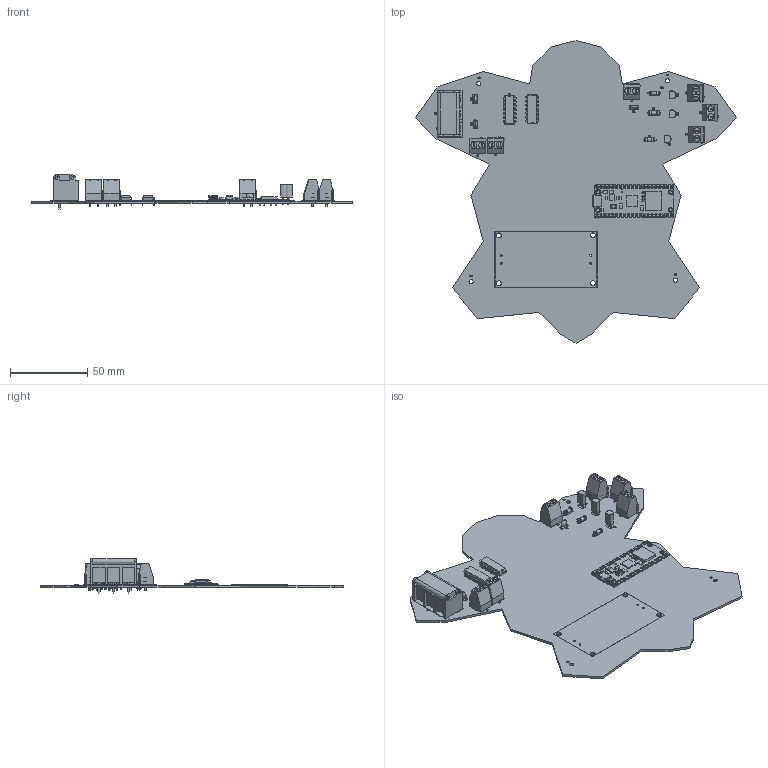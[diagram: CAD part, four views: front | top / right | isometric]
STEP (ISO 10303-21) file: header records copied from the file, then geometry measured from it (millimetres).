
FILE_DESCRIPTION(('KiCad electronic assembly'),'2;1');
FILE_NAME('galwo.step','2026-01-18T10:31:23',('Pcbnew'),('Kicad'), 'Open CASCADE STEP processor 7.9','KiCad to STEP converter','Unknown' );
FILE_SCHEMA(('AUTOMOTIVE_DESIGN { 1 0 10303 214 1 1 1 1 }'));
Length unit declared in the file: millimetre
Products named in the file (11): galwo 1; R_Axial_DIN0207_L6.3mm_D2.5mm_P7.62mm_Horizontal; TerminalBlock_Ningbo-Kagnex_HB9500M_1x03_P9.5mm; RaspberryPi_Pico_W; RaspberryPi_Pico_W_Module_KiCad; DIP-14_W7.62mm; TerminalBlock_Phoenix_MKDS-1,5-2-5.08_1x02_P5.08mm_Horizontal; TO-92L_Inline; C_Disc_D5.0mm_W2.5mm_P5.00mm; galwo_silkscreen; galwo_PCB
Assembly tree (22 placements, depth 3):
  galwo 1
    R_Axial_DIN0207_L6.3mm_D2.5mm_P7.62mm_Horizontal  x3
    TerminalBlock_Ningbo-Kagnex_HB9500M_1x03_P9.5mm
    RaspberryPi_Pico_W
      RaspberryPi_Pico_W_Module_KiCad
    DIP-14_W7.62mm  x2
    TerminalBlock_Phoenix_MKDS-1,5-2-5.08_1x02_P5.08mm_Horizontal  x6
    TO-92L_Inline  x3
    C_Disc_D5.0mm_W2.5mm_P5.00mm  x3
    galwo_silkscreen
    galwo_PCB
Bounding box: 208 x 196 x 22.1 mm (x, y, z)
Volume: 50200.3 mm3; surface area: 67977.5 mm2
Topology: 20 solids, 144 shells, 2113 faces, 6918 edges, 5050 vertices
Faces by surface type: plane 1614, cylinder 367, bspline 100, torus 20, revolution 6, sphere 6
Full cylindrical faces by diameter (mm): 0.5 x12, 0.6 x6, 0.75 x9, 0.8 x80, 1 x46, 1.2 x4, 1.3 x12, 1.85 x2, 1.9 x4, 2 x3, 2.1 x4, 2.2 x2, 2.25 x3, 2.5 x6, 2.7 x4, 3.2 x4, 3.8 x12, 4 x12, 6.84 x3
Entity records: 64032 total; most frequent: CARTESIAN_POINT 11234, DIRECTION 8824, ORIENTED_EDGE 8343, EDGE_CURVE 4933, VERTEX_POINT 3796, LINE 3588, VECTOR 3588, AXIS2_PLACEMENT_3D 2617
